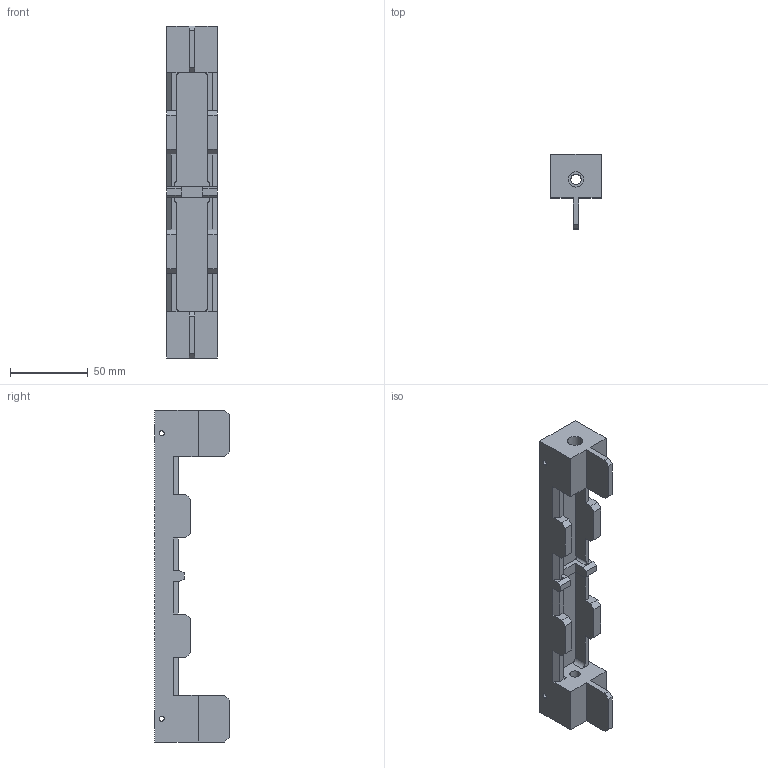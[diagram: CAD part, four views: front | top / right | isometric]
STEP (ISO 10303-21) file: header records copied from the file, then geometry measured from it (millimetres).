
FILE_DESCRIPTION (( 'STEP AP214' ), '1' );
FILE_NAME ('GABARIT PAUMELLE.STEP', '2018-10-04T14:08:08', ( '' ), ( '' ), 'SwSTEP 2.0', 'SolidWorks 2016', '' );
FILE_SCHEMA (( 'AUTOMOTIVE_DESIGN' ));
Length unit declared in the file: millimetre
Products named in the file (1): GABARIT PAUMELLE
Bounding box: 32.5 x 48 x 214 mm (x, y, z)
Volume: 105729 mm3; surface area: 35302.8 mm2
Topology: 1 solids, 1 shells, 122 faces, 350 edges, 232 vertices
Faces by surface type: plane 86, cylinder 36
Entity records: 4196 total; most frequent: CARTESIAN_POINT 785, ORIENTED_EDGE 700, DIRECTION 660, EDGE_CURVE 350, VECTOR 278, LINE 278, VERTEX_POINT 232, AXIS2_PLACEMENT_3D 191
